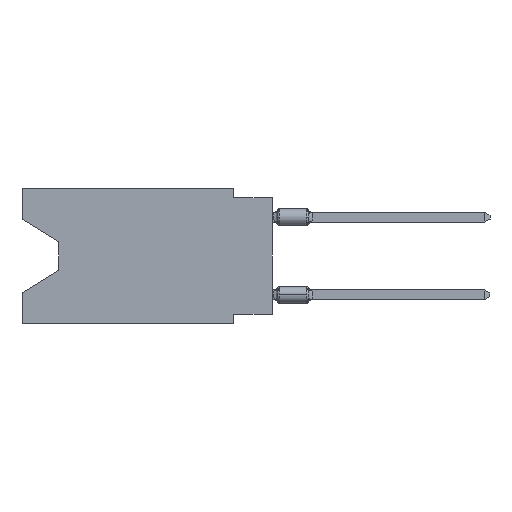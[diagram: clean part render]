
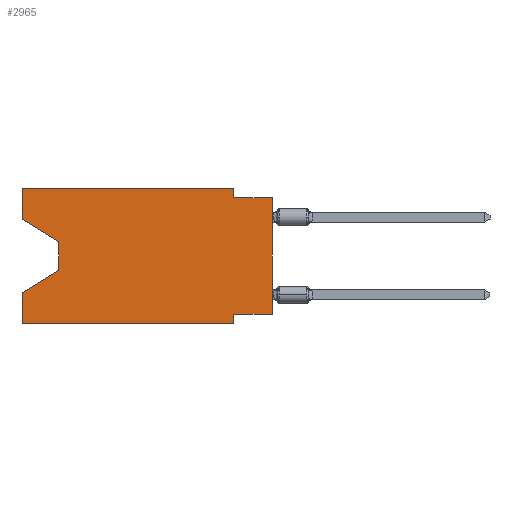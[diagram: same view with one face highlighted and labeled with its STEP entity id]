
A CAD part, left-side view. The second image highlights one B-rep face of the part: STEP entity #2965.
In plain terms, the highlighted planar face has unit normal (-1, 0, 0).
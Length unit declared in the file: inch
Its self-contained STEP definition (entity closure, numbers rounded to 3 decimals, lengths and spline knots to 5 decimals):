
#436 = VERTEX_POINT ( 'NONE', #21240 ) ;
#568 = LINE ( 'NONE', #23017, #18670 ) ;
#640 = ORIENTED_EDGE ( 'NONE', *, *, #5051, .F. ) ;
#1149 = LINE ( 'NONE', #6640, #13889 ) ;
#1420 = ORIENTED_EDGE ( 'NONE', *, *, #7889, .T. ) ;
#1693 = CARTESIAN_POINT ( 'NONE',  ( 0., 0.55, -0.138 ) ) ;
#1954 = VECTOR ( 'NONE', #7372, 39.37008 ) ;
#1985 = LINE ( 'NONE', #16607, #22475 ) ;
#2097 = ORIENTED_EDGE ( 'NONE', *, *, #13131, .F. ) ;
#2287 = CARTESIAN_POINT ( 'NONE',  ( 0., 0.1, 0. ) ) ;
#2622 = EDGE_LOOP ( 'NONE', ( #1420, #11999, #11072, #21806, #16464, #12190, #22016, #10496, #640, #2097, #15227, #17710 ) ) ;
#2682 = VECTOR ( 'NONE', #11474, 39.37008 ) ;
#2755 = LINE ( 'NONE', #6127, #3429 ) ;
#2821 = LINE ( 'NONE', #12041, #8960 ) ;
#2965 = ADVANCED_FACE ( 'NONE', ( #3321 ), #10334, .F. ) ;
#3133 = VERTEX_POINT ( 'NONE', #7167 ) ;
#3173 = CARTESIAN_POINT ( 'NONE',  ( 0., 0.1, -0.025 ) ) ;
#3202 = VERTEX_POINT ( 'NONE', #6225 ) ;
#3321 = FACE_OUTER_BOUND ( 'NONE', #2622, .T. ) ;
#3429 = VECTOR ( 'NONE', #4729, 39.37008 ) ;
#3840 = LINE ( 'NONE', #19740, #19621 ) ;
#4272 = LINE ( 'NONE', #11386, #22489 ) ;
#4314 = VECTOR ( 'NONE', #10953, 39.37008 ) ;
#4729 = DIRECTION ( 'NONE',  ( 0., 0., -1. ) ) ;
#5051 = EDGE_CURVE ( 'NONE', #20892, #15866, #568, .T. ) ;
#5401 = CARTESIAN_POINT ( 'NONE',  ( 0., 0.55, -0.212 ) ) ;
#5843 = CARTESIAN_POINT ( 'NONE',  ( 0., 0.645, -0.08025 ) ) ;
#5900 = VERTEX_POINT ( 'NONE', #19646 ) ;
#6037 = EDGE_CURVE ( 'NONE', #16378, #10672, #1985, .T. ) ;
#6127 = CARTESIAN_POINT ( 'NONE',  ( 0., 0.1, -0.35 ) ) ;
#6225 = CARTESIAN_POINT ( 'NONE',  ( 0., 0.645, -0.26975 ) ) ;
#6352 = LINE ( 'NONE', #5401, #13939 ) ;
#6640 = CARTESIAN_POINT ( 'NONE',  ( 0., 0.645, -0.08025 ) ) ;
#7167 = CARTESIAN_POINT ( 'NONE',  ( 0., 0.55, -0.212 ) ) ;
#7181 = CARTESIAN_POINT ( 'NONE',  ( 0., 0., -0.325 ) ) ;
#7372 = DIRECTION ( 'NONE',  ( 0., 0., 1. ) ) ;
#7835 = LINE ( 'NONE', #20372, #1954 ) ;
#7889 = EDGE_CURVE ( 'NONE', #16378, #18340, #1149, .T. ) ;
#8921 = LINE ( 'NONE', #7181, #2682 ) ;
#8960 = VECTOR ( 'NONE', #10045, 39.37008 ) ;
#8977 = DIRECTION ( 'NONE',  ( 0., 0., 1. ) ) ;
#9045 = CARTESIAN_POINT ( 'NONE',  ( 0., 0.645, 0. ) ) ;
#9239 = EDGE_CURVE ( 'NONE', #5900, #436, #12228, .T. ) ;
#9420 = VERTEX_POINT ( 'NONE', #2287 ) ;
#9582 = EDGE_CURVE ( 'NONE', #3133, #3202, #6352, .T. ) ;
#9945 = EDGE_CURVE ( 'NONE', #18340, #3133, #2821, .T. ) ;
#10014 = DIRECTION ( 'NONE',  ( 0., -1., 0. ) ) ;
#10045 = DIRECTION ( 'NONE',  ( 0., 0., -1. ) ) ;
#10334 = PLANE ( 'NONE',  #21238 ) ;
#10496 = ORIENTED_EDGE ( 'NONE', *, *, #14421, .T. ) ;
#10672 = VERTEX_POINT ( 'NONE', #9045 ) ;
#10695 = DIRECTION ( 'NONE',  ( 0., -1., 0. ) ) ;
#10953 = DIRECTION ( 'NONE',  ( 0., 0., 1. ) ) ;
#11072 = ORIENTED_EDGE ( 'NONE', *, *, #9582, .T. ) ;
#11073 = CARTESIAN_POINT ( 'NONE',  ( 0., 0., 0. ) ) ;
#11386 = CARTESIAN_POINT ( 'NONE',  ( 0., 0.1, 0. ) ) ;
#11474 = DIRECTION ( 'NONE',  ( 0., 1., 0. ) ) ;
#11497 = CARTESIAN_POINT ( 'NONE',  ( 0., 0.1, -0.325 ) ) ;
#11704 = VECTOR ( 'NONE', #10695, 39.37008 ) ;
#11829 = CARTESIAN_POINT ( 'NONE',  ( 0., 0., -0.325 ) ) ;
#11999 = ORIENTED_EDGE ( 'NONE', *, *, #9945, .T. ) ;
#12041 = CARTESIAN_POINT ( 'NONE',  ( 0., 0.55, -0.138 ) ) ;
#12190 = ORIENTED_EDGE ( 'NONE', *, *, #19892, .F. ) ;
#12228 = LINE ( 'NONE', #17407, #11704 ) ;
#12489 = LINE ( 'NONE', #11073, #4314 ) ;
#12589 = VERTEX_POINT ( 'NONE', #11829 ) ;
#12710 = DIRECTION ( 'NONE',  ( 0., -1., 0. ) ) ;
#13056 = CARTESIAN_POINT ( 'NONE',  ( 0., 0., -0.025 ) ) ;
#13075 = VERTEX_POINT ( 'NONE', #11497 ) ;
#13131 = EDGE_CURVE ( 'NONE', #9420, #20892, #4272, .T. ) ;
#13376 = DIRECTION ( 'NONE',  ( 0., 0., -1. ) ) ;
#13675 = DIRECTION ( 'NONE',  ( 0., -0.855, -0.519 ) ) ;
#13889 = VECTOR ( 'NONE', #13675, 39.37008 ) ;
#13939 = VECTOR ( 'NONE', #16282, 39.37008 ) ;
#14421 = EDGE_CURVE ( 'NONE', #12589, #15866, #12489, .T. ) ;
#14538 = EDGE_CURVE ( 'NONE', #10672, #9420, #3840, .T. ) ;
#15227 = ORIENTED_EDGE ( 'NONE', *, *, #14538, .F. ) ;
#15381 = DIRECTION ( 'NONE',  ( 1., 0., 0. ) ) ;
#15866 = VERTEX_POINT ( 'NONE', #13056 ) ;
#16282 = DIRECTION ( 'NONE',  ( 0., 0.855, -0.519 ) ) ;
#16378 = VERTEX_POINT ( 'NONE', #5843 ) ;
#16464 = ORIENTED_EDGE ( 'NONE', *, *, #9239, .T. ) ;
#16607 = CARTESIAN_POINT ( 'NONE',  ( 0., 0.645, 0. ) ) ;
#17241 = EDGE_CURVE ( 'NONE', #12589, #13075, #8921, .T. ) ;
#17407 = CARTESIAN_POINT ( 'NONE',  ( 0., 0.645, -0.35 ) ) ;
#17710 = ORIENTED_EDGE ( 'NONE', *, *, #6037, .F. ) ;
#18340 = VERTEX_POINT ( 'NONE', #1693 ) ;
#18670 = VECTOR ( 'NONE', #10014, 39.37008 ) ;
#19002 = DIRECTION ( 'NONE',  ( 0., 0., -1. ) ) ;
#19621 = VECTOR ( 'NONE', #12710, 39.37008 ) ;
#19646 = CARTESIAN_POINT ( 'NONE',  ( 0., 0.645, -0.35 ) ) ;
#19740 = CARTESIAN_POINT ( 'NONE',  ( 0., 0.645, 0. ) ) ;
#19892 = EDGE_CURVE ( 'NONE', #13075, #436, #2755, .T. ) ;
#20372 = CARTESIAN_POINT ( 'NONE',  ( 0., 0.645, 0. ) ) ;
#20872 = CARTESIAN_POINT ( 'NONE',  ( 0., 0.645, 0. ) ) ;
#20892 = VERTEX_POINT ( 'NONE', #3173 ) ;
#21238 = AXIS2_PLACEMENT_3D ( 'NONE', #20872, #15381, #19002 ) ;
#21240 = CARTESIAN_POINT ( 'NONE',  ( 0., 0.1, -0.35 ) ) ;
#21806 = ORIENTED_EDGE ( 'NONE', *, *, #21961, .F. ) ;
#21961 = EDGE_CURVE ( 'NONE', #5900, #3202, #7835, .T. ) ;
#22016 = ORIENTED_EDGE ( 'NONE', *, *, #17241, .F. ) ;
#22475 = VECTOR ( 'NONE', #8977, 39.37008 ) ;
#22489 = VECTOR ( 'NONE', #13376, 39.37008 ) ;
#23017 = CARTESIAN_POINT ( 'NONE',  ( 0., 0., -0.025 ) ) ;
